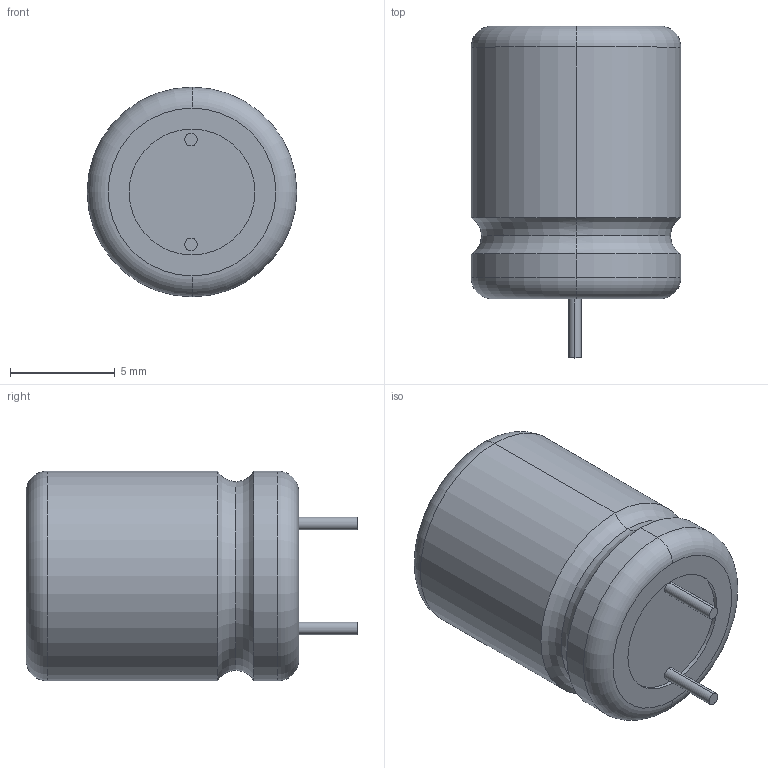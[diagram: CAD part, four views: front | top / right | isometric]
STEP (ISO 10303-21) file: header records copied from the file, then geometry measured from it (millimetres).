
FILE_DESCRIPTION (( 'STEP AP214' ), '1' );
FILE_NAME ('User Library-Capacitor Electrolytic (Vertical).STEP', '2010-10-22T10:45:11', ( 'sysAdmin' ), ( 'SolidWorks' ), 'SwSTEP 2.0', 'SolidWorks 2010', '' );
FILE_SCHEMA (( 'AUTOMOTIVE_DESIGN' ));
Length unit declared in the file: millimetre
Products named in the file (1): User Library-Capacitor Electrolytic (Vertical)
Bounding box: 10 x 15.82 x 10 mm (x, y, z)
Volume: 466.9 mm3; surface area: 938.1 mm2
Topology: 1 solids, 2 shells, 52 faces, 108 edges, 64 vertices
Faces by surface type: plane 24, cylinder 16, torus 12
Entity records: 1661 total; most frequent: CARTESIAN_POINT 295, DIRECTION 254, ORIENTED_EDGE 216, EDGE_CURVE 108, AXIS2_PLACEMENT_3D 103, VERTEX_POINT 64, EDGE_LOOP 56, ADVANCED_FACE 52
